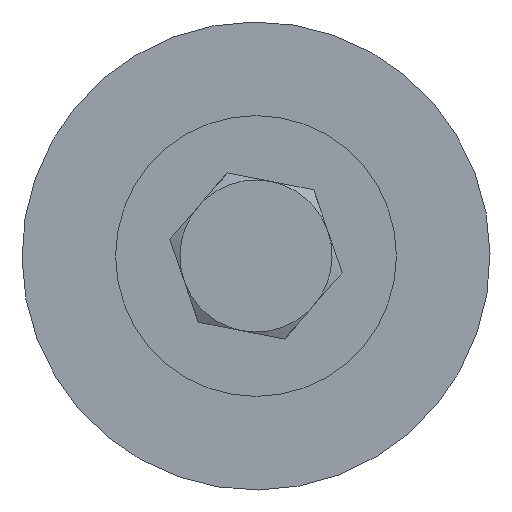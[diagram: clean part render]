
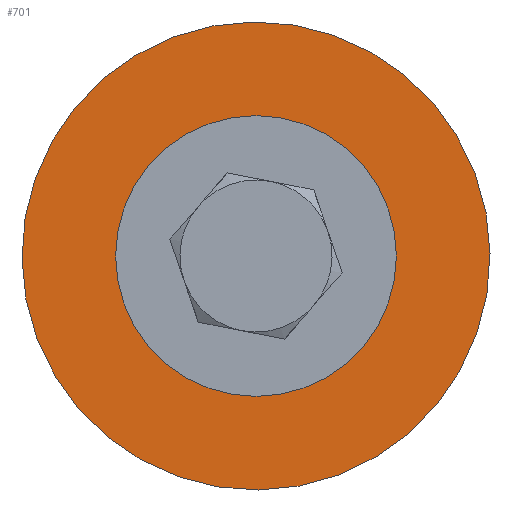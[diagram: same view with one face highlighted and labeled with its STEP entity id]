
A CAD part, front view. The second image highlights one B-rep face of the part: STEP entity #701.
In plain terms, the highlighted face is planar.
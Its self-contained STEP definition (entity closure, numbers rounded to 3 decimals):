
#14 = ORIENTED_EDGE ( 'NONE', *, *, #839, .F. ) ;
#39 = AXIS2_PLACEMENT_3D ( 'NONE', #1204, #75, #699 ) ;
#75 = DIRECTION ( 'NONE',  ( 1., 0., 0. ) ) ;
#77 = CIRCLE ( 'NONE', #520, 20. ) ;
#138 = CARTESIAN_POINT ( 'NONE',  ( 6., 0., 20. ) ) ;
#142 = DIRECTION ( 'NONE',  ( 0., 0., -1. ) ) ;
#202 = AXIS2_PLACEMENT_3D ( 'NONE', #621, #1344, #719 ) ;
#207 = ORIENTED_EDGE ( 'NONE', *, *, #723, .T. ) ;
#218 = AXIS2_PLACEMENT_3D ( 'NONE', #237, #1284, #142 ) ;
#237 = CARTESIAN_POINT ( 'NONE',  ( 6., 0., 0. ) ) ;
#263 = PLANE ( 'NONE',  #505 ) ;
#269 = CIRCLE ( 'NONE', #39, 8.5 ) ;
#280 = CARTESIAN_POINT ( 'NONE',  ( 6., 0., -8.5 ) ) ;
#291 = VERTEX_POINT ( 'NONE', #579 ) ;
#293 = VERTEX_POINT ( 'NONE', #591 ) ;
#301 = VERTEX_POINT ( 'NONE', #280 ) ;
#352 = DIRECTION ( 'NONE',  ( 1., 0., 0. ) ) ;
#505 = AXIS2_PLACEMENT_3D ( 'NONE', #1280, #866, #572 ) ;
#520 = AXIS2_PLACEMENT_3D ( 'NONE', #1087, #352, #1288 ) ;
#550 = ORIENTED_EDGE ( 'NONE', *, *, #1323, .T. ) ;
#559 = FACE_BOUND ( 'NONE', #1001, .T. ) ;
#572 = DIRECTION ( 'NONE',  ( 0., 0., -1. ) ) ;
#579 = CARTESIAN_POINT ( 'NONE',  ( 6., 0., -20. ) ) ;
#591 = CARTESIAN_POINT ( 'NONE',  ( 6., 0., 8.5 ) ) ;
#604 = ORIENTED_EDGE ( 'NONE', *, *, #956, .F. ) ;
#620 = VERTEX_POINT ( 'NONE', #138 ) ;
#621 = CARTESIAN_POINT ( 'NONE',  ( 6., 0., 0. ) ) ;
#699 = DIRECTION ( 'NONE',  ( 0., 0., -1. ) ) ;
#701 = ADVANCED_FACE ( 'NONE', ( #1171, #559 ), #263, .T. ) ;
#719 = DIRECTION ( 'NONE',  ( 0., 0., -1. ) ) ;
#723 = EDGE_CURVE ( 'NONE', #620, #291, #77, .T. ) ;
#828 = CIRCLE ( 'NONE', #202, 8.5 ) ;
#839 = EDGE_CURVE ( 'NONE', #293, #301, #828, .T. ) ;
#866 = DIRECTION ( 'NONE',  ( 1., 0., 0. ) ) ;
#955 = EDGE_LOOP ( 'NONE', ( #207, #550 ) ) ;
#956 = EDGE_CURVE ( 'NONE', #301, #293, #269, .T. ) ;
#1001 = EDGE_LOOP ( 'NONE', ( #14, #604 ) ) ;
#1087 = CARTESIAN_POINT ( 'NONE',  ( 6., 0., 0. ) ) ;
#1171 = FACE_OUTER_BOUND ( 'NONE', #955, .T. ) ;
#1204 = CARTESIAN_POINT ( 'NONE',  ( 6., 0., 0. ) ) ;
#1220 = CIRCLE ( 'NONE', #218, 20. ) ;
#1280 = CARTESIAN_POINT ( 'NONE',  ( 6., 0., 0. ) ) ;
#1284 = DIRECTION ( 'NONE',  ( 1., 0., 0. ) ) ;
#1288 = DIRECTION ( 'NONE',  ( 0., 0., -1. ) ) ;
#1323 = EDGE_CURVE ( 'NONE', #291, #620, #1220, .T. ) ;
#1344 = DIRECTION ( 'NONE',  ( 1., 0., 0. ) ) ;
